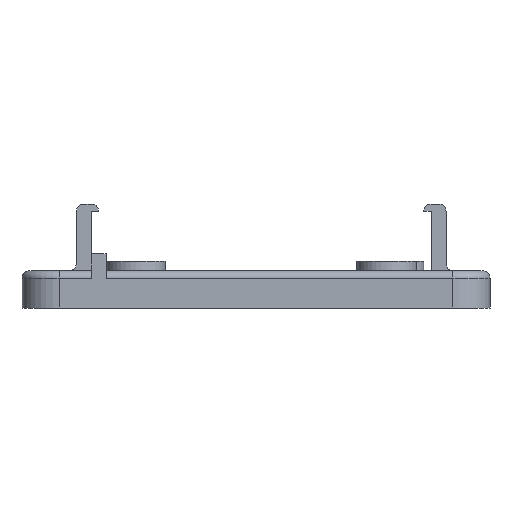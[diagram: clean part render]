
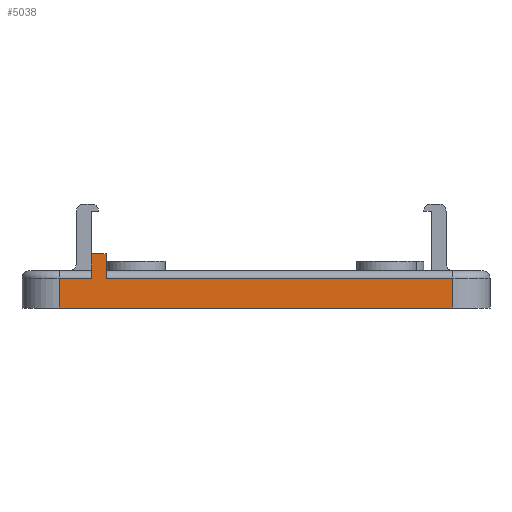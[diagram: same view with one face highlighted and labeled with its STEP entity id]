
A CAD part, left-side view. The second image highlights one B-rep face of the part: STEP entity #5038.
In plain terms, the highlighted planar face has unit normal (-1, 0, 0).
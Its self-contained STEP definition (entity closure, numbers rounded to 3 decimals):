
#226=PLANE('',#5342);
#402=FACE_OUTER_BOUND('',#685,.T.);
#685=EDGE_LOOP('',(#3475,#3476,#3477,#3478,#3479,#3480,#3481,#3482));
#1005=LINE('',#6925,#1546);
#1006=LINE('',#6927,#1547);
#1007=LINE('',#6929,#1548);
#1008=LINE('',#6931,#1549);
#1009=LINE('',#6933,#1550);
#1010=LINE('',#6935,#1551);
#1011=LINE('',#6937,#1552);
#1012=LINE('',#6938,#1553);
#1546=VECTOR('',#5707,10.);
#1547=VECTOR('',#5708,10.);
#1548=VECTOR('',#5709,10.);
#1549=VECTOR('',#5710,10.);
#1550=VECTOR('',#5711,10.);
#1551=VECTOR('',#5712,10.);
#1552=VECTOR('',#5713,10.);
#1553=VECTOR('',#5714,10.);
#2202=VERTEX_POINT('',#6923);
#2203=VERTEX_POINT('',#6924);
#2204=VERTEX_POINT('',#6926);
#2205=VERTEX_POINT('',#6928);
#2206=VERTEX_POINT('',#6930);
#2207=VERTEX_POINT('',#6932);
#2208=VERTEX_POINT('',#6934);
#2209=VERTEX_POINT('',#6936);
#2710=EDGE_CURVE('',#2202,#2203,#1005,.T.);
#2711=EDGE_CURVE('',#2203,#2204,#1006,.T.);
#2712=EDGE_CURVE('',#2205,#2204,#1007,.T.);
#2713=EDGE_CURVE('',#2206,#2205,#1008,.T.);
#2714=EDGE_CURVE('',#2206,#2207,#1009,.T.);
#2715=EDGE_CURVE('',#2208,#2207,#1010,.T.);
#2716=EDGE_CURVE('',#2209,#2208,#1011,.T.);
#2717=EDGE_CURVE('',#2202,#2209,#1012,.T.);
#3475=ORIENTED_EDGE('',*,*,#2710,.T.);
#3476=ORIENTED_EDGE('',*,*,#2711,.T.);
#3477=ORIENTED_EDGE('',*,*,#2712,.F.);
#3478=ORIENTED_EDGE('',*,*,#2713,.F.);
#3479=ORIENTED_EDGE('',*,*,#2714,.T.);
#3480=ORIENTED_EDGE('',*,*,#2715,.F.);
#3481=ORIENTED_EDGE('',*,*,#2716,.F.);
#3482=ORIENTED_EDGE('',*,*,#2717,.F.);
#5038=ADVANCED_FACE('',(#402),#226,.T.);
#5342=AXIS2_PLACEMENT_3D('',#6922,#5705,#5706);
#5705=DIRECTION('center_axis',(-1.,0.,0.));
#5706=DIRECTION('ref_axis',(0.,1.,0.));
#5707=DIRECTION('',(0.,1.,0.));
#5708=DIRECTION('',(0.,0.,-1.));
#5709=DIRECTION('',(0.,1.,0.));
#5710=DIRECTION('',(0.,0.,-1.));
#5711=DIRECTION('',(0.,1.,0.));
#5712=DIRECTION('',(0.,0.,-1.));
#5713=DIRECTION('',(0.,-1.,0.));
#5714=DIRECTION('',(0.,0.,1.));
#6922=CARTESIAN_POINT('Origin',(-20.381,-28.212,0.934));
#6923=CARTESIAN_POINT('',(-20.381,20.466,-0.066));
#6924=CARTESIAN_POINT('',(-20.381,24.788,-0.066));
#6925=CARTESIAN_POINT('',(-20.381,24.788,-0.066));
#6926=CARTESIAN_POINT('',(-20.381,24.788,-4.066));
#6927=CARTESIAN_POINT('',(-20.381,24.788,-0.066));
#6928=CARTESIAN_POINT('',(-20.381,-28.212,-4.066));
#6929=CARTESIAN_POINT('',(-20.381,24.788,-4.066));
#6930=CARTESIAN_POINT('',(-20.381,-28.212,-0.066));
#6931=CARTESIAN_POINT('',(-20.381,-28.212,-0.066));
#6932=CARTESIAN_POINT('',(-20.381,18.466,-0.066));
#6933=CARTESIAN_POINT('',(-20.381,24.788,-0.066));
#6934=CARTESIAN_POINT('',(-20.381,18.466,3.234));
#6935=CARTESIAN_POINT('',(-20.381,18.466,0.934));
#6936=CARTESIAN_POINT('',(-20.381,20.466,3.234));
#6937=CARTESIAN_POINT('',(-20.381,18.466,3.234));
#6938=CARTESIAN_POINT('',(-20.381,20.466,0.934));
